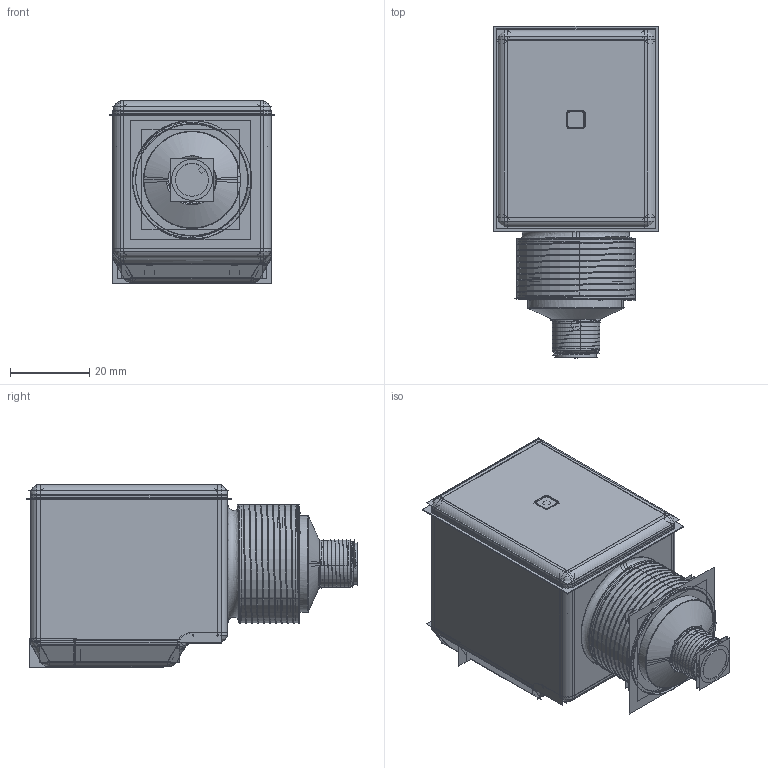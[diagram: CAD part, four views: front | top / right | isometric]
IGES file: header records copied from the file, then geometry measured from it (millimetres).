
Start section:  PTC IGES file: 156732.igs
Global section: file name: 156732.igs; native system: Creo Parametric by Parametric Technology Corporation; preprocessor: 2013230; author: pdmadmin; organization: Unknown; date: 20151106.064203; units: millimetre
Bounding box: 41.58 x 83.96 x 46.3 mm (x, y, z)
Volume: 31849.5 mm3; surface area: 266494.8 mm2
Topology: 12 solids, 13 shells, 1606 faces, 8042 edges, 10067 vertices
Faces by surface type: bspline 884, revolution 722
